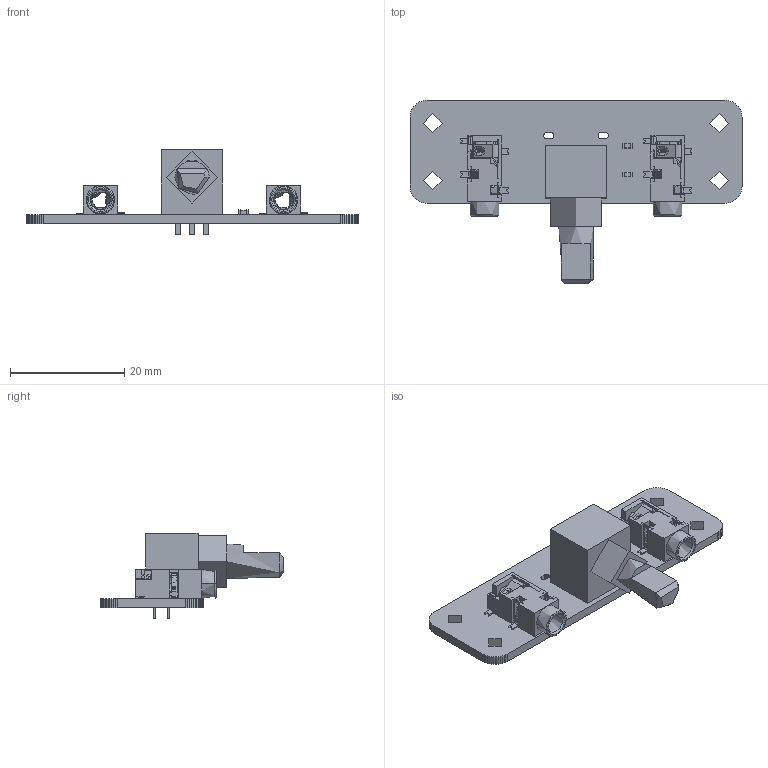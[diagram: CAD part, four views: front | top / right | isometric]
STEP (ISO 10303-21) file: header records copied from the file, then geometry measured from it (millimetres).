
FILE_DESCRIPTION(('KiCad electronic assembly'),'2;1');
FILE_NAME('audio-level-shifter.step','2024-09-17T23:19:26',('Pcbnew'),( 'Kicad'),'Open CASCADE STEP processor 7.6','KiCad to STEP converter' ,'Unknown');
FILE_SCHEMA(('AUTOMOTIVE_DESIGN { 1 0 10303 214 1 1 1 1 }'));
Length unit declared in the file: millimetre
Products named in the file (8): audio-level-shifter 1; CUI_DEVICES_SJ2-35813B-SMT-TR; SOLID; C_0603_1608Metric; Potentiometer_Alps_RK09L_Double_Horizontal; _autosave-audio-level-shifter PCB
Assembly tree (12 placements, depth 3):
  audio-level-shifter 1
    CUI_DEVICES_SJ2-35813B-SMT-TR  x4
      SOLID
    C_0603_1608Metric  x2
      SOLID
    Potentiometer_Alps_RK09L_Double_Horizontal  x2
      SOLID
    _autosave-audio-level-shifter PCB
Bounding box: 58 x 32.1 x 14.85 mm (x, y, z)
Volume: 5781.7 mm3
Topology: 9 solids, 17 shells, 2358 faces, 6610 edges, 4226 vertices
Faces by surface type: plane 1384, cylinder 730, bspline 92, torus 56, revolution 48, cone 48
Full cylindrical faces by diameter (mm): 1 x6, 1.5 x4, 3.2 x4, 6 x2, 9 x2
Entity records: 59102 total; most frequent: CARTESIAN_POINT 18823, DIRECTION 7370, LINE 4888, VECTOR 4888, ORIENTED_EDGE 4034, PCURVE 4034, DEFINITIONAL_REPRESENTATION 4034, EDGE_CURVE 2017
